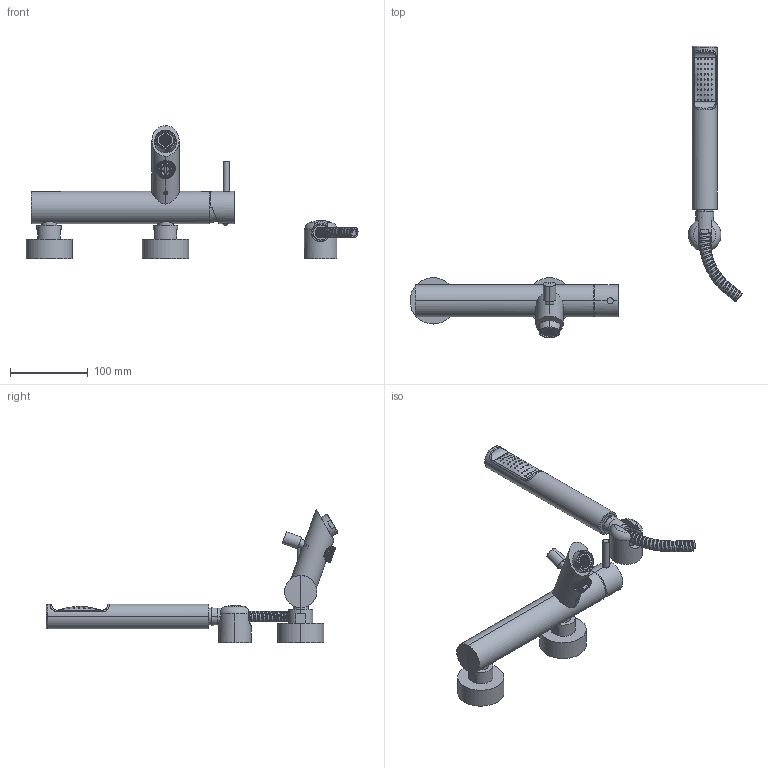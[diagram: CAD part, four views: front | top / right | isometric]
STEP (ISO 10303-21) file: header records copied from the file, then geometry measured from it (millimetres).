
FILE_DESCRIPTION((''),'2;1');
FILE_NAME('LIG026CR','2021-01-21T15:50:16',('ut3'),('PAFFONI SpA'),'CREO PARAMETRIC BY PTC INC, 2020044','CREO PARAMETRIC BY PTC INC, 2020044','');
FILE_SCHEMA(('CONFIG_CONTROL_DESIGN','SHAPE_APPEARANCE_LAYERS_GROUPS'));
Length unit declared in the file: millimetre
Products named in the file (1): LIG026CR
Bounding box: 427.94 x 376.29 x 171.48 mm (x, y, z)
Surface area: 172376.7 mm2 (no closed solid volume)
Topology: 0 solids, 49 shells, 777 faces, 4501 edges, 3627 vertices
Faces by surface type: plane 355, cylinder 252, cone 81, bspline 56, torus 19, sphere 14
Entity records: 70178 total; most frequent: CARTESIAN_POINT 29616, DIRECTION 7325, ORIENTED_EDGE 6027, EDGE_CURVE 4474, VERTEX_POINT 3627, AXIS2_PLACEMENT_3D 2535, VECTOR 2255, LINE 2255
